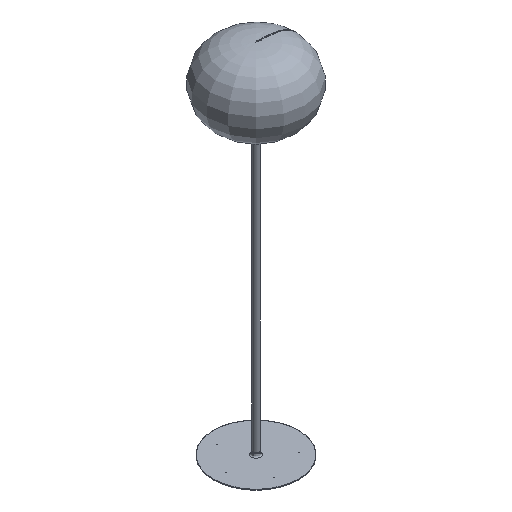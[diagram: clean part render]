
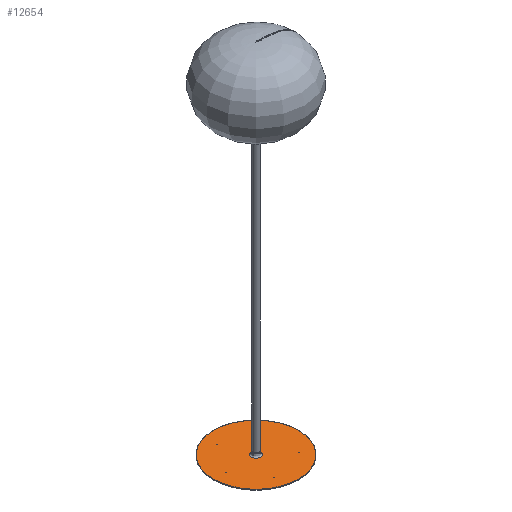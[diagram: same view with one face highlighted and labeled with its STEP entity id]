
A CAD part, isometric view. The second image highlights one B-rep face of the part: STEP entity #12654.
In plain terms, the highlighted planar face has unit normal (0, 0, 1).
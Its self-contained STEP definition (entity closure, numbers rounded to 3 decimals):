
#2570=FACE_BOUND('',#3794,.T.);
#2571=FACE_BOUND('',#3795,.T.);
#2572=FACE_BOUND('',#3796,.T.);
#2573=FACE_BOUND('',#3797,.T.);
#3023=FACE_OUTER_BOUND('',#3793,.T.);
#3793=EDGE_LOOP('',(#10271));
#3794=EDGE_LOOP('',(#10272));
#3795=EDGE_LOOP('',(#10273));
#3796=EDGE_LOOP('',(#10274));
#3797=EDGE_LOOP('',(#10275));
#4586=CIRCLE('',#14444,209.5);
#4589=CIRCLE('',#14449,4.);
#4590=CIRCLE('',#14450,2.25);
#4591=CIRCLE('',#14451,2.25);
#4592=CIRCLE('',#14452,2.25);
#5619=VERTEX_POINT('',#22370);
#5622=VERTEX_POINT('',#22380);
#5623=VERTEX_POINT('',#22382);
#5624=VERTEX_POINT('',#22384);
#5625=VERTEX_POINT('',#22386);
#7260=EDGE_CURVE('',#5619,#5619,#4586,.T.);
#7265=EDGE_CURVE('',#5622,#5622,#4589,.T.);
#7266=EDGE_CURVE('',#5623,#5623,#4590,.T.);
#7267=EDGE_CURVE('',#5624,#5624,#4591,.T.);
#7268=EDGE_CURVE('',#5625,#5625,#4592,.T.);
#10271=ORIENTED_EDGE('',*,*,#7260,.F.);
#10272=ORIENTED_EDGE('',*,*,#7265,.T.);
#10273=ORIENTED_EDGE('',*,*,#7266,.T.);
#10274=ORIENTED_EDGE('',*,*,#7267,.T.);
#10275=ORIENTED_EDGE('',*,*,#7268,.T.);
#12105=PLANE('',#14448);
#12654=ADVANCED_FACE('',(#3023,#2570,#2571,#2572,#2573),#12105,.T.);
#14444=AXIS2_PLACEMENT_3D('',#22371,#17408,#17409);
#14448=AXIS2_PLACEMENT_3D('',#22379,#17418,#17419);
#14449=AXIS2_PLACEMENT_3D('',#22381,#17420,#17421);
#14450=AXIS2_PLACEMENT_3D('',#22383,#17422,#17423);
#14451=AXIS2_PLACEMENT_3D('',#22385,#17424,#17425);
#14452=AXIS2_PLACEMENT_3D('',#22387,#17426,#17427);
#17408=DIRECTION('center_axis',(0.,0.,-1.));
#17409=DIRECTION('ref_axis',(-1.,0.,0.));
#17418=DIRECTION('center_axis',(0.,0.,1.));
#17419=DIRECTION('ref_axis',(1.,0.,0.));
#17420=DIRECTION('center_axis',(0.,0.,-1.));
#17421=DIRECTION('ref_axis',(-1.,0.,0.));
#17422=DIRECTION('center_axis',(0.,0.,-1.));
#17423=DIRECTION('ref_axis',(-1.,0.,0.));
#17424=DIRECTION('center_axis',(0.,0.,-1.));
#17425=DIRECTION('ref_axis',(-1.,0.,0.));
#17426=DIRECTION('center_axis',(0.,0.,-1.));
#17427=DIRECTION('ref_axis',(-1.,0.,0.));
#22370=CARTESIAN_POINT('',(209.5,0.,5.));
#22371=CARTESIAN_POINT('Origin',(0.,0.,5.));
#22379=CARTESIAN_POINT('Origin',(0.,0.,
5.));
#22380=CARTESIAN_POINT('',(4.,0.,5.));
#22381=CARTESIAN_POINT('Origin',(0.,0.,5.));
#22382=CARTESIAN_POINT('',(-7.493,-5.625,5.));
#22383=CARTESIAN_POINT('Origin',(-9.743,-5.625,5.));
#22384=CARTESIAN_POINT('',(2.25,11.25,5.));
#22385=CARTESIAN_POINT('Origin',(0.,11.25,5.));
#22386=CARTESIAN_POINT('',(11.993,-5.625,5.));
#22387=CARTESIAN_POINT('Origin',(9.743,-5.625,5.));
